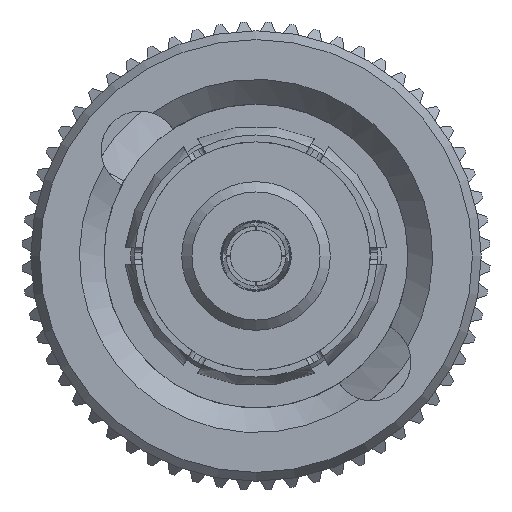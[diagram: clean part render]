
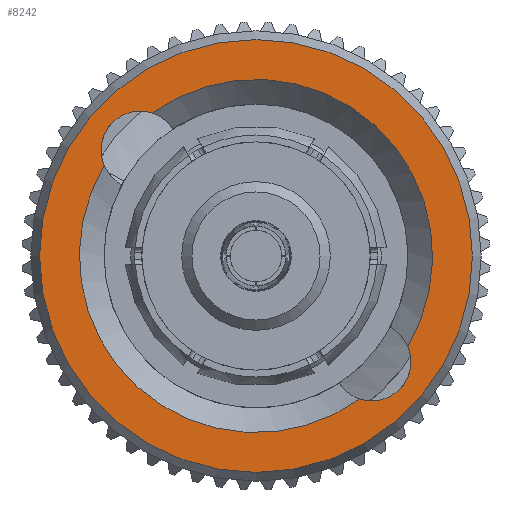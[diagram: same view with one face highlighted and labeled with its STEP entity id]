
A CAD part, left-side view. The second image highlights one B-rep face of the part: STEP entity #8242.
In plain terms, the highlighted planar face has unit normal (-1, 0, 0).
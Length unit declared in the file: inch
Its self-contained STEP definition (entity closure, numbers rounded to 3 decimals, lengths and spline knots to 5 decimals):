
#61 = FACE_OUTER_BOUND ( 'NONE', #1327, .T. ) ;
#189 = AXIS2_PLACEMENT_3D ( 'NONE', #9895, #4206, #9028 ) ;
#232 = EDGE_CURVE ( 'NONE', #10018, #7385, #5788, .T. ) ;
#357 = FACE_BOUND ( 'NONE', #9282, .T. ) ;
#441 = ORIENTED_EDGE ( 'NONE', *, *, #11740, .F. ) ;
#775 = CARTESIAN_POINT ( 'NONE',  ( 0.33873, 0.14101, 0.12878 ) ) ;
#1327 = EDGE_LOOP ( 'NONE', ( #441 ) ) ;
#1718 = CARTESIAN_POINT ( 'NONE',  ( 0.33873, 0.1847, 0.10993 ) ) ;
#1888 = AXIS2_PLACEMENT_3D ( 'NONE', #6787, #4895, #7722 ) ;
#2727 = AXIS2_PLACEMENT_3D ( 'NONE', #775, #12256, #10249 ) ;
#3480 = EDGE_CURVE ( 'NONE', #6725, #12333, #11451, .T. ) ;
#3707 = AXIS2_PLACEMENT_3D ( 'NONE', #8859, #9800, #5018 ) ;
#3829 = EDGE_CURVE ( 'NONE', #12333, #10018, #11744, .T. ) ;
#4206 = DIRECTION ( 'NONE',  ( 1., 0., 0. ) ) ;
#4505 = ORIENTED_EDGE ( 'NONE', *, *, #232, .T. ) ;
#4601 = ORIENTED_EDGE ( 'NONE', *, *, #4738, .T. ) ;
#4738 = EDGE_CURVE ( 'NONE', #7385, #6725, #10402, .T. ) ;
#4869 = CARTESIAN_POINT ( 'NONE',  ( 0.33873, -0.1847, -0.10993 ) ) ;
#4895 = DIRECTION ( 'NONE',  ( 1., 0., 0. ) ) ;
#5018 = DIRECTION ( 'NONE',  ( 0., 0., -1. ) ) ;
#5305 = CARTESIAN_POINT ( 'NONE',  ( 0.33873, 0.1262, 0.174 ) ) ;
#5649 = ORIENTED_EDGE ( 'NONE', *, *, #3829, .T. ) ;
#5741 = CARTESIAN_POINT ( 'NONE',  ( 0.33873, 0., 0. ) ) ;
#5788 = CIRCLE ( 'NONE', #7205, 0.21494 ) ;
#6725 = VERTEX_POINT ( 'NONE', #5305 ) ;
#6778 = ORIENTED_EDGE ( 'NONE', *, *, #3480, .T. ) ;
#6787 = CARTESIAN_POINT ( 'NONE',  ( 0.33873, 0., 0. ) ) ;
#7205 = AXIS2_PLACEMENT_3D ( 'NONE', #5741, #8569, #9641 ) ;
#7385 = VERTEX_POINT ( 'NONE', #1718 ) ;
#7722 = DIRECTION ( 'NONE',  ( 0., 0., -1. ) ) ;
#8242 = ADVANCED_FACE ( 'NONE', ( #357, #61 ), #9925, .F. ) ;
#8533 = AXIS2_PLACEMENT_3D ( 'NONE', #10650, #9690, #9614 ) ;
#8569 = DIRECTION ( 'NONE',  ( 1., 0., 0. ) ) ;
#8859 = CARTESIAN_POINT ( 'NONE',  ( 0.33873, 0., -0.26339 ) ) ;
#9005 = CARTESIAN_POINT ( 'NONE',  ( 0.33873, -0.1262, -0.174 ) ) ;
#9028 = DIRECTION ( 'NONE',  ( 0., 0., -1. ) ) ;
#9282 = EDGE_LOOP ( 'NONE', ( #6778, #5649, #4505, #4601 ) ) ;
#9408 = VERTEX_POINT ( 'NONE', #9987 ) ;
#9614 = DIRECTION ( 'NONE',  ( 0., 0., -1. ) ) ;
#9641 = DIRECTION ( 'NONE',  ( 0., 0., -1. ) ) ;
#9690 = DIRECTION ( 'NONE',  ( 1., 0., 0. ) ) ;
#9800 = DIRECTION ( 'NONE',  ( 1., 0., 0. ) ) ;
#9895 = CARTESIAN_POINT ( 'NONE',  ( 0.33873, -0.14101, -0.12878 ) ) ;
#9925 = PLANE ( 'NONE',  #3707 ) ;
#9987 = CARTESIAN_POINT ( 'NONE',  ( 0.33873, 0., -0.26339 ) ) ;
#10018 = VERTEX_POINT ( 'NONE', #9005 ) ;
#10249 = DIRECTION ( 'NONE',  ( 0., 0., -1. ) ) ;
#10402 = CIRCLE ( 'NONE', #2727, 0.04758 ) ;
#10650 = CARTESIAN_POINT ( 'NONE',  ( 0.33873, 0., 0. ) ) ;
#11061 = CIRCLE ( 'NONE', #1888, 0.26339 ) ;
#11451 = CIRCLE ( 'NONE', #8533, 0.21494 ) ;
#11740 = EDGE_CURVE ( 'NONE', #9408, #9408, #11061, .T. ) ;
#11744 = CIRCLE ( 'NONE', #189, 0.04758 ) ;
#12256 = DIRECTION ( 'NONE',  ( 1., 0., 0. ) ) ;
#12333 = VERTEX_POINT ( 'NONE', #4869 ) ;
